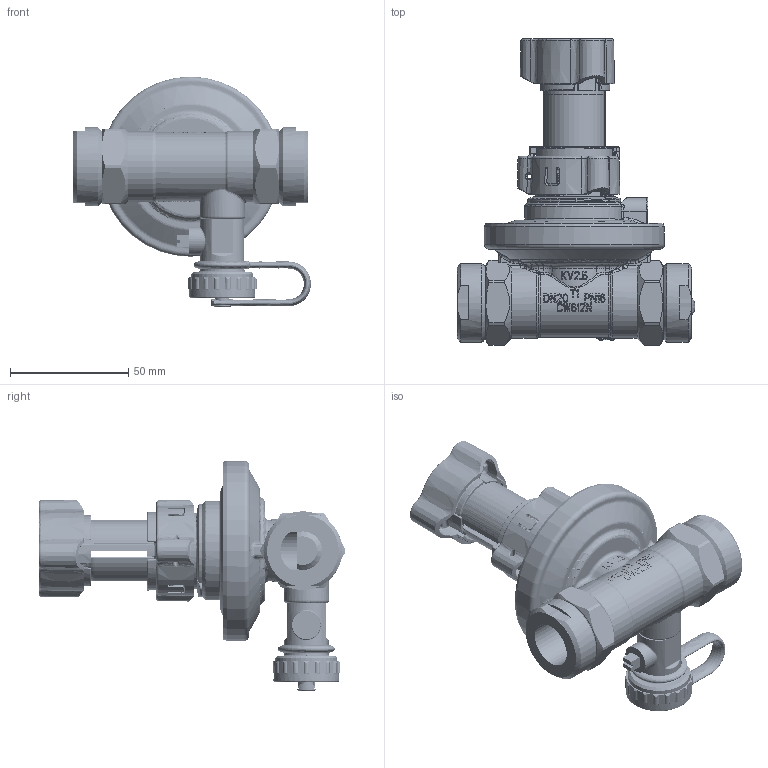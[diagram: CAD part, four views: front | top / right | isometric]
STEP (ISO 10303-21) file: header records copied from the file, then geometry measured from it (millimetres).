
FILE_DESCRIPTION((''),'2;1');
FILE_NAME('003Z5512_ASM','2016-10-05T',('U258099'),('Danfoss'),'CREO PARAMETRIC BY PTC INC, 2014440','CREO PARAMETRIC BY PTC INC, 2014440','');
FILE_SCHEMA(('CONFIG_CONTROL_DESIGN'));
Length unit declared in the file: millimetre
Products named in the file (15): 89075120_1; 89075220_1; 89076110_1; 89076510_1; 89076290_INST_1; 89076570_ASM_1_ASM; 89076710_1; PIPA_1; POKROVCEK_1; GUMI_POVEZAVA_1; O_RING_10_8X1_5_1; DRAINKOK_ASM_1_ASM; 89077050_ASM_1_ASM; 89076460; 003Z5512_ASM
Assembly tree (15 placements, depth 4):
  003Z5512_ASM
    89077050_ASM_1_ASM
      89075120_1
      89075220_1
      89076570_ASM_1_ASM
        89076110_1
        89076510_1
        89076290_INST_1
      89076710_1
      DRAINKOK_ASM_1_ASM
        PIPA_1
        POKROVCEK_1
        GUMI_POVEZAVA_1
        O_RING_10_8X1_5_1
    89076460  x2
Bounding box: 100.38 x 129.51 x 97.4 mm (x, y, z)
Volume: 119411.4 mm3; surface area: 104201.3 mm2
Topology: 10 solids, 31 shells, 4592 faces, 12677 edges, 8151 vertices
Faces by surface type: bspline 1489, plane 985, cylinder 937, torus 513, extrusion 339, cone 286, sphere 40, revolution 3
Entity records: 260761 total; most frequent: CARTESIAN_POINT 159778, ORIENTED_EDGE 24965, DIRECTION 15104, EDGE_CURVE 12540, VERTEX_POINT 8100, B_SPLINE_CURVE_WITH_KNOTS 6681, AXIS2_PLACEMENT_3D 5781, EDGE_LOOP 4691
